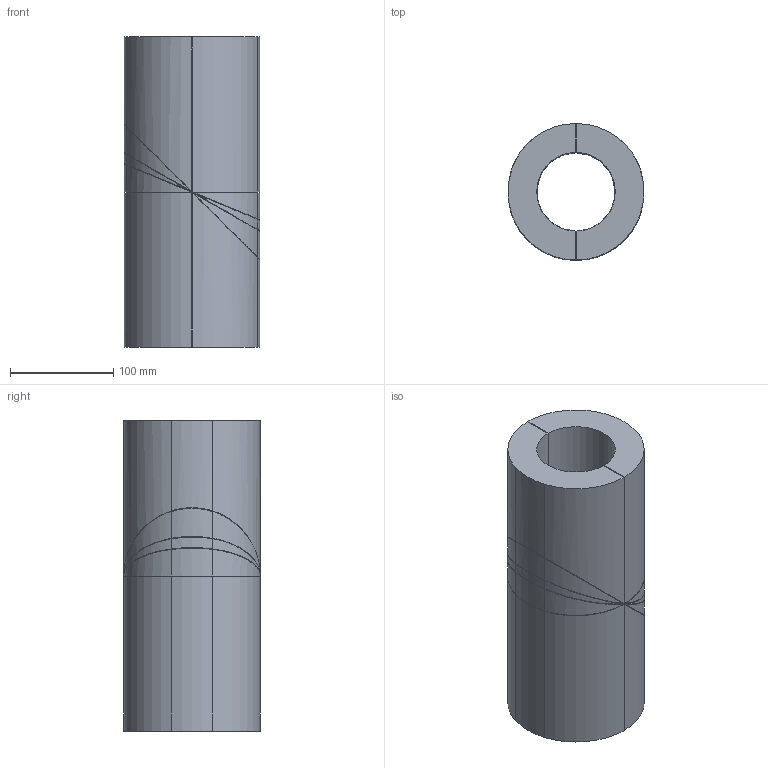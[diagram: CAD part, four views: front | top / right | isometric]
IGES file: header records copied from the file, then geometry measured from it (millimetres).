
Global section: file name: No Iges File Name specified; native system: Autodesk Inventor 2011; preprocessor: AutoDesk Inventor Iges Exporter R2011; author: bruh; date: 20130326.103831; units: millimetre
Bounding box: 131.5 x 132 x 300 mm (x, y, z)
Volume: 2709017 mm3; surface area: 330020.1 mm2
Topology: 10 solids, 10 shells, 116 faces, 288 edges, 192 vertices
Faces by surface type: plane 56, cylinder 30, bspline 20, revolution 10
